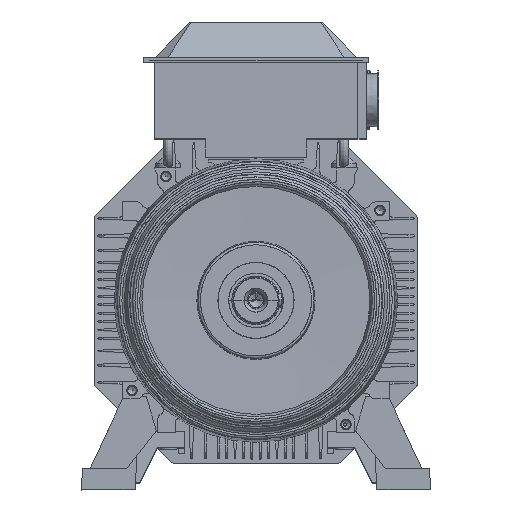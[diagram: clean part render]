
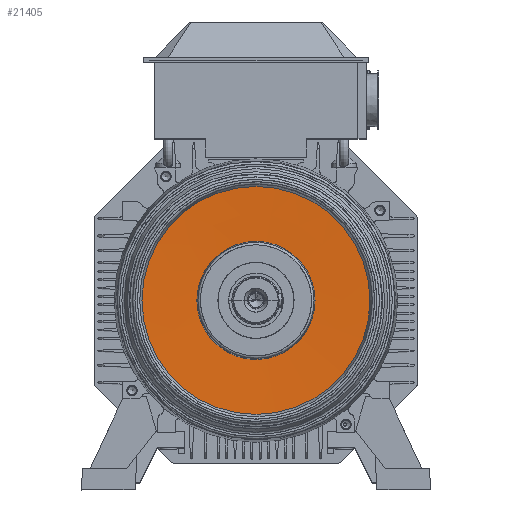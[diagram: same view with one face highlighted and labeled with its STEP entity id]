
A CAD part, top view. The second image highlights one B-rep face of the part: STEP entity #21405.
In plain terms, the highlighted conical face has half-angle 88.337 degrees and reference radius 135.836 mm.
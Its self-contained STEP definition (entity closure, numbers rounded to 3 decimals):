
#21405=ADVANCED_FACE('',(#22437,#22438),#22009,.T.);
#22009=CONICAL_SURFACE('',#45139,135.836,88.337);
#22437=FACE_BOUND('',#23608,.T.);
#22438=FACE_BOUND('',#23609,.T.);
#23608=EDGE_LOOP('',(#28172));
#23609=EDGE_LOOP('',(#28173));
#28172=ORIENTED_EDGE('',*,*,#40072,.T.);
#28173=ORIENTED_EDGE('',*,*,#40073,.T.);
#34411=VERTEX_POINT('',#78914);
#34412=VERTEX_POINT('',#78916);
#40072=EDGE_CURVE('',#34411,#34411,#42929,.T.);
#40073=EDGE_CURVE('',#34412,#34412,#42930,.T.);
#42929=CIRCLE('',#45137,135.836);
#42930=CIRCLE('',#45138,70.379);
#45137=AXIS2_PLACEMENT_3D('',#78913,#51041,#51042);
#45138=AXIS2_PLACEMENT_3D('',#78915,#51043,#51044);
#45139=AXIS2_PLACEMENT_3D('',#78917,#51045,#51046);
#51041=DIRECTION('',(0.,0.,-1.));
#51042=DIRECTION('',(-1.,0.,0.));
#51043=DIRECTION('',(0.,0.,1.));
#51044=DIRECTION('',(1.,0.,0.));
#51045=DIRECTION('',(0.,0.,1.));
#51046=DIRECTION('',(1.,0.,0.));
#78913=CARTESIAN_POINT('',(0.001,0.016,71.701));
#78914=CARTESIAN_POINT('',(-135.835,0.016,71.701));
#78915=CARTESIAN_POINT('',(0.001,0.015,69.801));
#78916=CARTESIAN_POINT('',(-70.379,0.015,69.801));
#78917=CARTESIAN_POINT('',(0.001,0.016,71.701));
